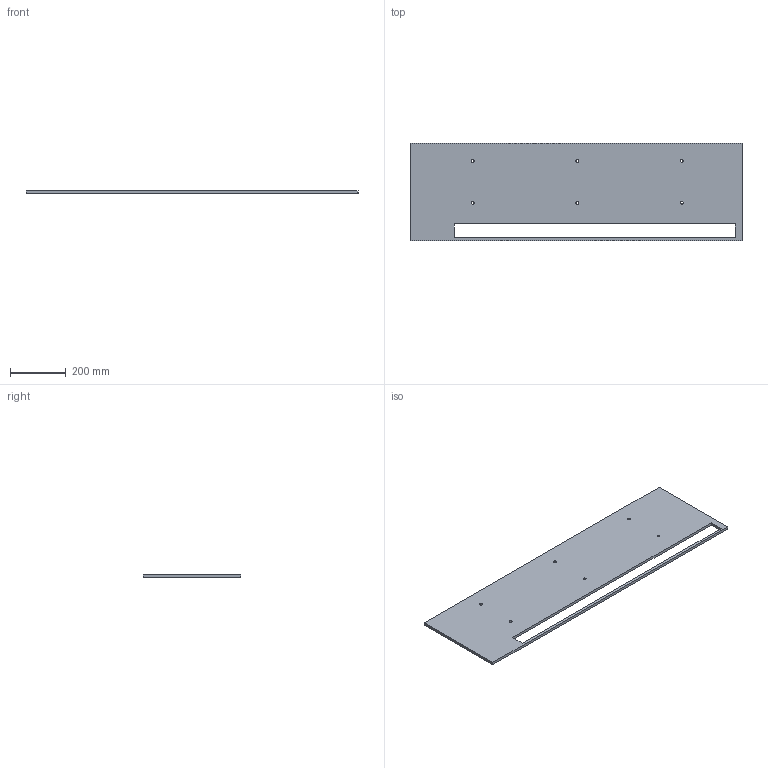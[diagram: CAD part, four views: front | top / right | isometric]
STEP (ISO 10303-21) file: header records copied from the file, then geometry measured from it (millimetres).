
FILE_DESCRIPTION(('CATIA V5 STEP Exchange'),'2;1');
FILE_NAME('1SDH001252R0266_1PA_001_01_E6.2_IV_FS_W_FLOOR_FIXING.stp','2014-03-06T08:40:54+00:00',('none'),('none'),'CATIA Version 5 Release 20 SP 5 (IN-10)','CATIA V5 STEP AP214','none');
FILE_SCHEMA(('AUTOMOTIVE_DESIGN { 1 0 10303 214 1 1 1 1 }'));
Length unit declared in the file: millimetre
Products named in the file (1): 1SDH001252R0266_1PA_001_01_E6.2_IV_FS_W_FLOOR_FIXING
Bounding box: 1190.5 x 348 x 10 mm (x, y, z)
Volume: 3634227.6 mm3; surface area: 780660.5 mm2
Topology: 1 solids, 1 shells, 22 faces, 60 edges, 40 vertices
Faces by surface type: cylinder 12, plane 10
Entity records: 704 total; most frequent: ORIENTED_EDGE 120, CARTESIAN_POINT 117, DIRECTION 92, EDGE_CURVE 60, AXIS2_PLACEMENT_3D 41, VERTEX_POINT 40, VECTOR 36, EDGE_LOOP 36
